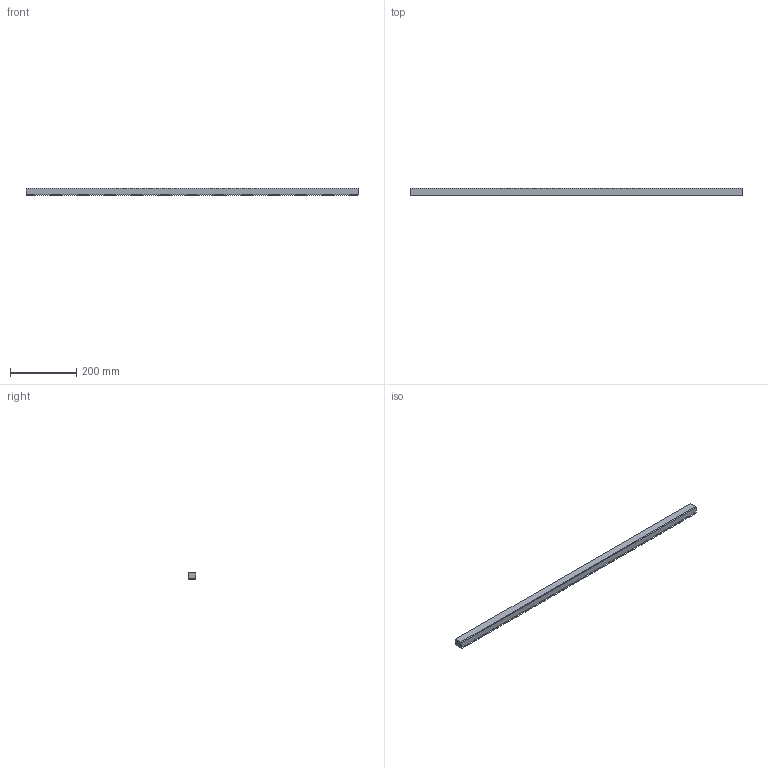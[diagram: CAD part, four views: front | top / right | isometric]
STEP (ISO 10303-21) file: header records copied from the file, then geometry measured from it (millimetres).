
FILE_DESCRIPTION(('STEP AP214'),'1');
FILE_NAME('144-020-110.stp','2017-10-10T13:04:45',('TraceParts'),('TraceParts S.A.'),'Spatial InterOp 3D',' ',' ');
FILE_SCHEMA(('automotive_design'));
Length unit declared in the file: millimetre
Products named in the file (1): 144-020-110
Bounding box: 1004.74 x 24 x 24 mm (x, y, z)
Volume: 525641.8 mm3; surface area: 116152.7 mm2
Topology: 1 solids, 1 shells, 647 faces, 1935 edges, 1290 vertices
Faces by surface type: plane 647
Entity records: 26510 total; most frequent: CARTESIAN_POINT 3873, ORIENTED_EDGE 3870, DIRECTION 3231, EDGE_CURVE 1935, LINE 1935, VECTOR 1935, VERTEX_POINT 1290, STYLED_ITEM 648
